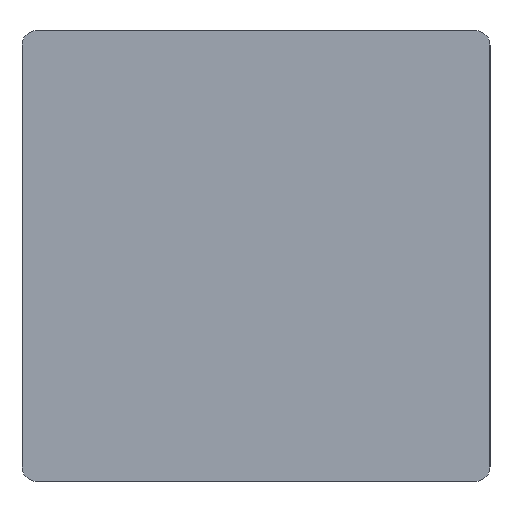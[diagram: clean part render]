
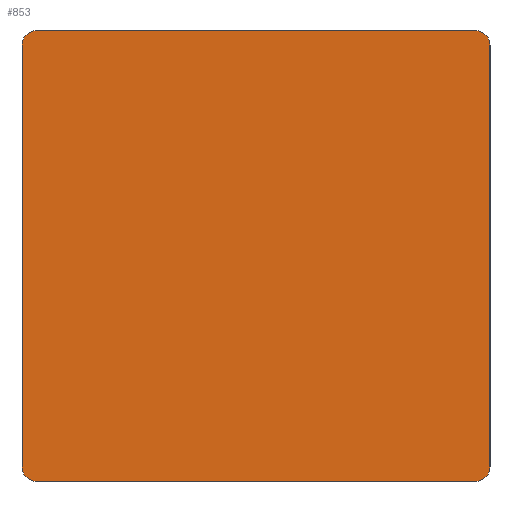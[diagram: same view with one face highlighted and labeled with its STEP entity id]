
A CAD part, left-side view. The second image highlights one B-rep face of the part: STEP entity #853.
In plain terms, the highlighted planar face has unit normal (-1, 0, 0).
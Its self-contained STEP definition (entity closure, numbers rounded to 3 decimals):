
#663 = VERTEX_POINT('',#664);
#664 = CARTESIAN_POINT('',(-0.8,-0.405,0.025));
#670 = EDGE_CURVE('',#663,#671,#673,.T.);
#671 = VERTEX_POINT('',#672);
#672 = CARTESIAN_POINT('',(-0.8,-0.405,0.755));
#673 = LINE('',#674,#675);
#674 = CARTESIAN_POINT('',(-0.8,-0.405,0.));
#675 = VECTOR('',#676,1.);
#676 = DIRECTION('',(0.,0.,1.));
#692 = EDGE_CURVE('',#663,#693,#695,.T.);
#693 = VERTEX_POINT('',#694);
#694 = CARTESIAN_POINT('',(-0.8,-0.38,0.));
#695 = CIRCLE('',#696,0.025);
#696 = AXIS2_PLACEMENT_3D('',#697,#698,#699);
#697 = CARTESIAN_POINT('',(-0.8,-0.38,0.025));
#698 = DIRECTION('',(1.,0.,0.));
#699 = DIRECTION('',(0.,0.,1.));
#717 = EDGE_CURVE('',#671,#718,#720,.T.);
#718 = VERTEX_POINT('',#719);
#719 = CARTESIAN_POINT('',(-0.8,-0.38,0.78));
#720 = CIRCLE('',#721,0.025);
#721 = AXIS2_PLACEMENT_3D('',#722,#723,#724);
#722 = CARTESIAN_POINT('',(-0.8,-0.38,0.755));
#723 = DIRECTION('',(-1.,0.,0.));
#724 = DIRECTION('',(0.,0.,1.));
#742 = EDGE_CURVE('',#693,#743,#745,.T.);
#743 = VERTEX_POINT('',#744);
#744 = CARTESIAN_POINT('',(-0.8,0.38,0.));
#745 = LINE('',#746,#747);
#746 = CARTESIAN_POINT('',(-0.8,-0.405,0.));
#747 = VECTOR('',#748,1.);
#748 = DIRECTION('',(0.,1.,0.));
#766 = EDGE_CURVE('',#718,#767,#769,.T.);
#767 = VERTEX_POINT('',#768);
#768 = CARTESIAN_POINT('',(-0.8,0.38,0.78));
#769 = LINE('',#770,#771);
#770 = CARTESIAN_POINT('',(-0.8,-0.405,0.78));
#771 = VECTOR('',#772,1.);
#772 = DIRECTION('',(0.,1.,0.));
#790 = EDGE_CURVE('',#791,#743,#793,.T.);
#791 = VERTEX_POINT('',#792);
#792 = CARTESIAN_POINT('',(-0.8,0.405,0.025));
#793 = CIRCLE('',#794,0.025);
#794 = AXIS2_PLACEMENT_3D('',#795,#796,#797);
#795 = CARTESIAN_POINT('',(-0.8,0.38,0.025));
#796 = DIRECTION('',(-1.,0.,0.));
#797 = DIRECTION('',(0.,0.,1.));
#815 = EDGE_CURVE('',#816,#767,#818,.T.);
#816 = VERTEX_POINT('',#817);
#817 = CARTESIAN_POINT('',(-0.8,0.405,0.755));
#818 = CIRCLE('',#819,0.025);
#819 = AXIS2_PLACEMENT_3D('',#820,#821,#822);
#820 = CARTESIAN_POINT('',(-0.8,0.38,0.755));
#821 = DIRECTION('',(1.,0.,0.));
#822 = DIRECTION('',(0.,0.,1.));
#842 = EDGE_CURVE('',#791,#816,#843,.T.);
#843 = LINE('',#844,#845);
#844 = CARTESIAN_POINT('',(-0.8,0.405,0.));
#845 = VECTOR('',#846,1.);
#846 = DIRECTION('',(0.,0.,1.));
#853 = ADVANCED_FACE('',(#854),#864,.F.);
#854 = FACE_BOUND('',#855,.F.);
#855 = EDGE_LOOP('',(#856,#857,#858,#859,#860,#861,#862,#863));
#856 = ORIENTED_EDGE('',*,*,#670,.F.);
#857 = ORIENTED_EDGE('',*,*,#692,.T.);
#858 = ORIENTED_EDGE('',*,*,#742,.T.);
#859 = ORIENTED_EDGE('',*,*,#790,.F.);
#860 = ORIENTED_EDGE('',*,*,#842,.T.);
#861 = ORIENTED_EDGE('',*,*,#815,.T.);
#862 = ORIENTED_EDGE('',*,*,#766,.F.);
#863 = ORIENTED_EDGE('',*,*,#717,.F.);
#864 = PLANE('',#865);
#865 = AXIS2_PLACEMENT_3D('',#866,#867,#868);
#866 = CARTESIAN_POINT('',(-0.8,-0.405,0.));
#867 = DIRECTION('',(1.,0.,0.));
#868 = DIRECTION('',(0.,0.,1.));
